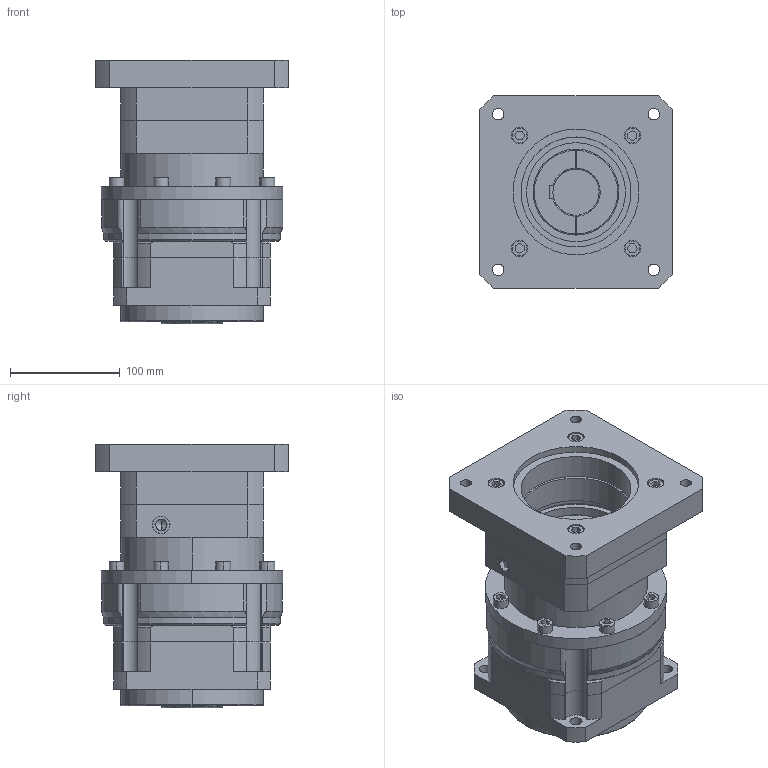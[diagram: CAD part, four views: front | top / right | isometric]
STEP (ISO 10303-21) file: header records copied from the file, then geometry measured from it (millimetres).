
FILE_DESCRIPTION (( 'STEP AP214' ), '1' );
FILE_NAME ('VGK142单级模型-T（42-113 114.3-3 4-13.5-200）.STEP', '2018-12-03T06:58:12', ( 'Windows' ), ( 'Microsoft' ), 'SwSTEP 2.0', 'SolidWorks 2016', '' );
FILE_SCHEMA (( 'AUTOMOTIVE_DESIGN' ));
Length unit declared in the file: millimetre
Products named in the file (1): VGK142单级模型-T（42-113 114.3-3 4-13.5-200）
Bounding box: 175 x 175 x 240 mm (x, y, z)
Volume: 3668527 mm3; surface area: 379365 mm2
Topology: 8 solids, 8 shells, 551 faces, 1340 edges, 872 vertices
Faces by surface type: plane 285, cylinder 225, cone 30, torus 11
Entity records: 17292 total; most frequent: CARTESIAN_POINT 3042, DIRECTION 2887, ORIENTED_EDGE 2656, EDGE_CURVE 1328, AXIS2_PLACEMENT_3D 1053, VERTEX_POINT 872, VECTOR 781, LINE 781
